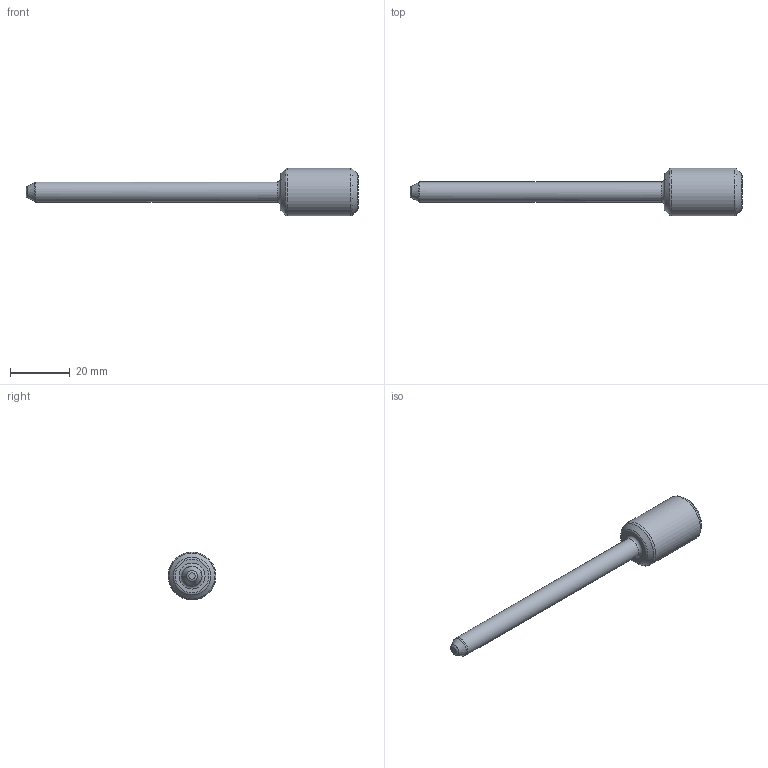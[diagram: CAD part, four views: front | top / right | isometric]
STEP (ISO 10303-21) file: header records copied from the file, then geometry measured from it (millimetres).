
FILE_DESCRIPTION(('FreeCAD Model'),'2;1');
FILE_NAME('Open CASCADE Shape Model','2025-08-15T20:45:44',(''),(''), 'Open CASCADE STEP processor 7.8','FreeCAD','Unknown');
FILE_SCHEMA(('AUTOMOTIVE_DESIGN { 1 0 10303 214 1 1 1 1 }'));
Length unit declared in the file: millimetre
Products named in the file (1): round
Bounding box: 111 x 15.99 x 15.97 mm (x, y, z)
Volume: 7995.2 mm3; surface area: 3315.9 mm2
Topology: 1 solids, 1 shells, 15 faces, 26 edges, 14 vertices
Faces by surface type: torus 4, plane 3, cone 3, bspline 3, cylinder 2
Full cylindrical faces by diameter (mm): 6.7 x1, 16 x1
Entity records: 1066 total; most frequent: CARTESIAN_POINT 511, DIRECTION 101, ORIENTED_EDGE 52, PCURVE 52, DEFINITIONAL_REPRESENTATION 52, LINE 47, VECTOR 47, EDGE_CURVE 26
